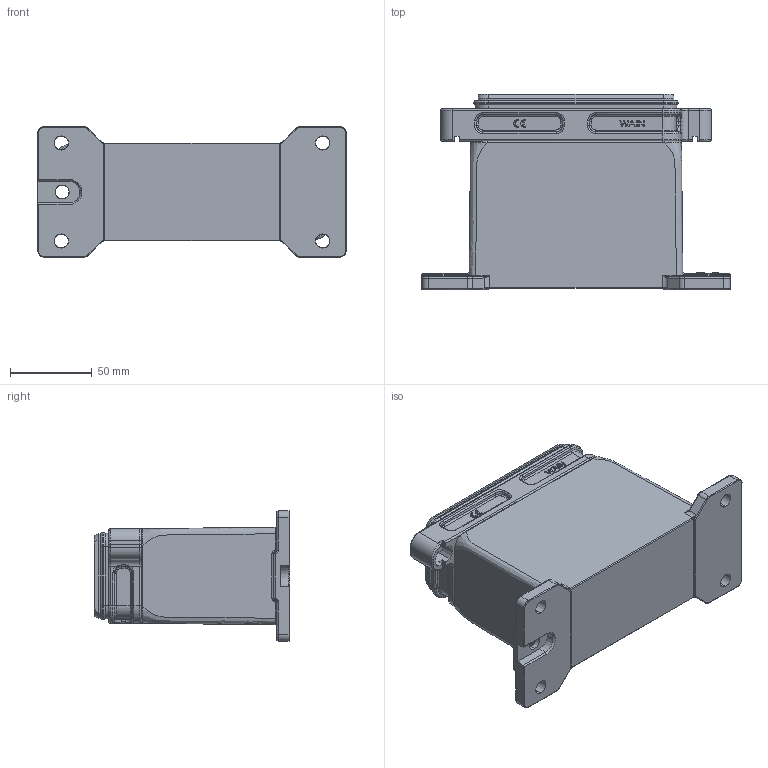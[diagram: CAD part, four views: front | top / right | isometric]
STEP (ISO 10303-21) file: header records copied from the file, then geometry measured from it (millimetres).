
FILE_DESCRIPTION(/* description */ (''),/* implementation_level */ '2;1');
FILE_NAME(/* name */ '3D_1136162205013_HP16B_H-SFH-2H-PG36_V1.1.STP',/* time_stamp */ '2024-01-23T12:46:17+08:00',/* author */ (''),/* organization */ (''),/* preprocessor_version */ 'ST-DEVELOPER v18.1',/* originating_system */ 'SIEMENS PLM Software NX 1980',/* authorisation */ '');
FILE_SCHEMA (('AP203_CONFIGURATION_CONTROLLED_3D_DESIGN_OF_MECHANICAL_PARTS_AND_ASSEMBLIES_MIM_LF { 1 0 10303 403 2 1 2}'));
Length unit declared in the file: millimetre
Products named in the file (1): temp
Bounding box: 188.98 x 119.9 x 79.98 mm (x, y, z)
Volume: 430883.8 mm3; surface area: 118085.5 mm2
Topology: 17 solids, 22 shells, 1254 faces, 3129 edges, 1922 vertices
Faces by surface type: plane 545, cylinder 369, cone 139, torus 113, bspline 42, extrusion 27, sphere 19
Entity records: 42604 total; most frequent: CARTESIAN_POINT 15112, ORIENTED_EDGE 6204, DIRECTION 4803, EDGE_CURVE 3102, VERTEX_POINT 1922, AXIS2_PLACEMENT_3D 1656, VECTOR 1491, LINE 1464
